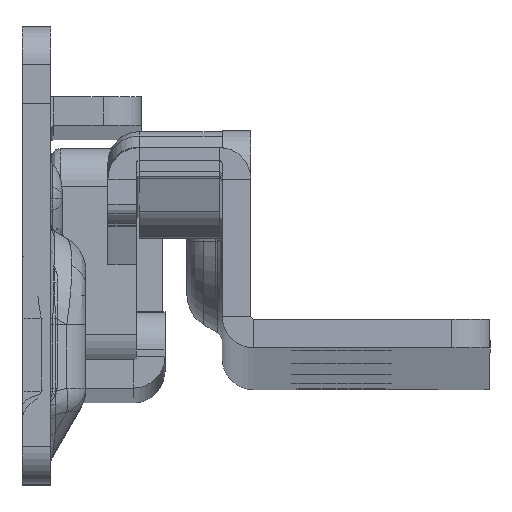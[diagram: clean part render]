
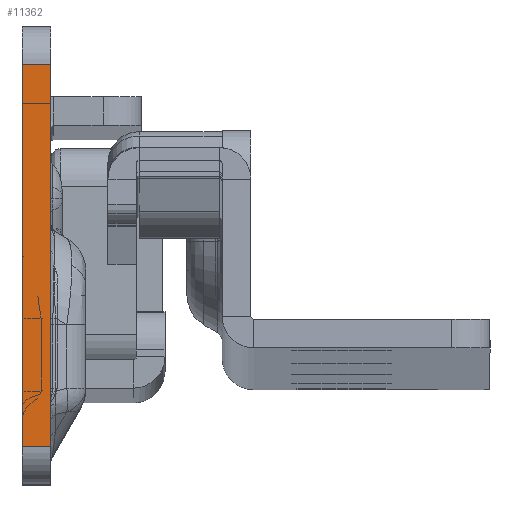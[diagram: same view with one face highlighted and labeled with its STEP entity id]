
A CAD part, top view. The second image highlights one B-rep face of the part: STEP entity #11362.
In plain terms, the highlighted planar face has unit normal (0, 0, 1).
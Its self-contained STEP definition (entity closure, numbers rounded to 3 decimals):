
#335 = CARTESIAN_POINT ( 'NONE',  ( 0., -21.7, 0. ) ) ;
#473 = CARTESIAN_POINT ( 'NONE',  ( -3., 18.3, 0. ) ) ;
#1343 = LINE ( 'NONE', #5075, #12827 ) ;
#1422 = EDGE_LOOP ( 'NONE', ( #13003, #6172, #6803, #3790 ) ) ;
#3715 = LINE ( 'NONE', #17640, #16447 ) ;
#3790 = ORIENTED_EDGE ( 'NONE', *, *, #11031, .T. ) ;
#3909 = VERTEX_POINT ( 'NONE', #335 ) ;
#5075 = CARTESIAN_POINT ( 'NONE',  ( -3., -29.094, 0. ) ) ;
#6172 = ORIENTED_EDGE ( 'NONE', *, *, #15664, .F. ) ;
#6352 = DIRECTION ( 'NONE',  ( 0., -1., 0. ) ) ;
#6546 = DIRECTION ( 'NONE',  ( 1., 0., 0. ) ) ;
#6803 = ORIENTED_EDGE ( 'NONE', *, *, #11514, .T. ) ;
#7690 = AXIS2_PLACEMENT_3D ( 'NONE', #13042, #17150, #10176 ) ;
#9828 = VECTOR ( 'NONE', #10499, 1000. ) ;
#10086 = PLANE ( 'NONE',  #7690 ) ;
#10176 = DIRECTION ( 'NONE',  ( 1., 0., 0. ) ) ;
#10386 = LINE ( 'NONE', #14525, #16413 ) ;
#10499 = DIRECTION ( 'NONE',  ( 1., 0., 0. ) ) ;
#10925 = VERTEX_POINT ( 'NONE', #11653 ) ;
#11031 = EDGE_CURVE ( 'NONE', #12168, #3909, #3715, .T. ) ;
#11362 = ADVANCED_FACE ( 'NONE', ( #16463 ), #10086, .T. ) ;
#11514 = EDGE_CURVE ( 'NONE', #17455, #12168, #1343, .T. ) ;
#11653 = CARTESIAN_POINT ( 'NONE',  ( 0., 18.3, 0. ) ) ;
#12168 = VERTEX_POINT ( 'NONE', #16016 ) ;
#12827 = VECTOR ( 'NONE', #13403, 1000. ) ;
#13003 = ORIENTED_EDGE ( 'NONE', *, *, #16070, .F. ) ;
#13042 = CARTESIAN_POINT ( 'NONE',  ( -3., -29.094, 0. ) ) ;
#13403 = DIRECTION ( 'NONE',  ( 0., -1., 0. ) ) ;
#14525 = CARTESIAN_POINT ( 'NONE',  ( 0., -29.094, 0. ) ) ;
#15664 = EDGE_CURVE ( 'NONE', #17455, #10925, #17120, .T. ) ;
#15787 = CARTESIAN_POINT ( 'NONE',  ( -3., 18.3, 0. ) ) ;
#16016 = CARTESIAN_POINT ( 'NONE',  ( -3., -21.7, 0. ) ) ;
#16070 = EDGE_CURVE ( 'NONE', #10925, #3909, #10386, .T. ) ;
#16413 = VECTOR ( 'NONE', #6352, 1000. ) ;
#16447 = VECTOR ( 'NONE', #6546, 1000. ) ;
#16463 = FACE_OUTER_BOUND ( 'NONE', #1422, .T. ) ;
#17120 = LINE ( 'NONE', #15787, #9828 ) ;
#17150 = DIRECTION ( 'NONE',  ( 0., 0., 1. ) ) ;
#17455 = VERTEX_POINT ( 'NONE', #473 ) ;
#17640 = CARTESIAN_POINT ( 'NONE',  ( -142.194, -21.7, 0. ) ) ;
